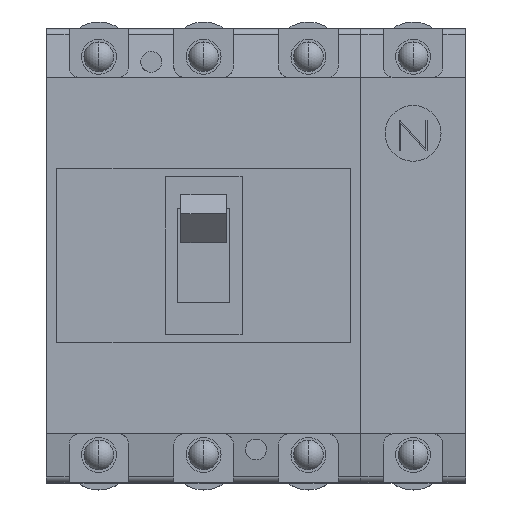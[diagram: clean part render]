
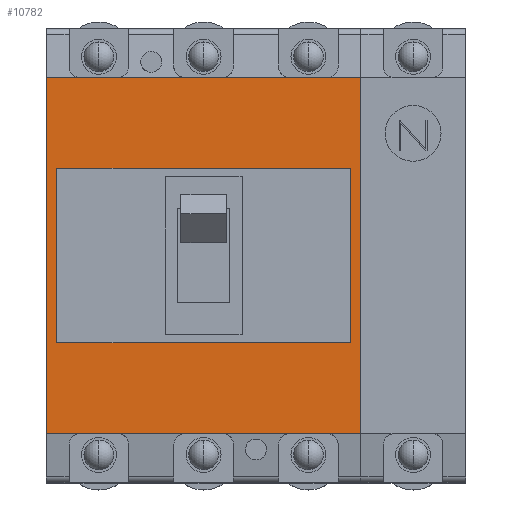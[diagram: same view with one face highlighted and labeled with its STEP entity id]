
A CAD part, top view. The second image highlights one B-rep face of the part: STEP entity #10782.
In plain terms, the highlighted planar face has unit normal (0, 0, 1).
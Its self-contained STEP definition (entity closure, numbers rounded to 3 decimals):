
#74 = LINE ( 'NONE', #11431, #7438 ) ;
#171 = VERTEX_POINT ( 'NONE', #7901 ) ;
#629 = CARTESIAN_POINT ( 'NONE',  ( -45., 65., 68. ) ) ;
#665 = CARTESIAN_POINT ( 'NONE',  ( 42., -25., 68. ) ) ;
#768 = DIRECTION ( 'NONE',  ( 1., 0., 0. ) ) ;
#848 = DIRECTION ( 'NONE',  ( -1., 0., 0. ) ) ;
#1717 = VECTOR ( 'NONE', #1982, 1000. ) ;
#1917 = CARTESIAN_POINT ( 'NONE',  ( -55., 51., 68. ) ) ;
#1982 = DIRECTION ( 'NONE',  ( 0., -1., 0. ) ) ;
#2006 = LINE ( 'NONE', #11901, #11382 ) ;
#2018 = ORIENTED_EDGE ( 'NONE', *, *, #3853, .T. ) ;
#2122 = VECTOR ( 'NONE', #4298, 1000. ) ;
#2128 = VERTEX_POINT ( 'NONE', #665 ) ;
#2402 = VERTEX_POINT ( 'NONE', #12983 ) ;
#2986 = LINE ( 'NONE', #16790, #2122 ) ;
#3314 = CARTESIAN_POINT ( 'NONE',  ( -55., -51., 68. ) ) ;
#3612 = AXIS2_PLACEMENT_3D ( 'NONE', #14866, #6534, #16265 ) ;
#3853 = EDGE_CURVE ( 'NONE', #5100, #2402, #74, .T. ) ;
#4159 = VERTEX_POINT ( 'NONE', #6992 ) ;
#4298 = DIRECTION ( 'NONE',  ( 0., 1., 0. ) ) ;
#4352 = VECTOR ( 'NONE', #4403, 1000. ) ;
#4403 = DIRECTION ( 'NONE',  ( 0., -1., 0. ) ) ;
#4621 = VECTOR ( 'NONE', #13054, 1000. ) ;
#5046 = LINE ( 'NONE', #1917, #4621 ) ;
#5097 = EDGE_LOOP ( 'NONE', ( #8362, #2018, #9142, #9952 ) ) ;
#5100 = VERTEX_POINT ( 'NONE', #5385 ) ;
#5385 = CARTESIAN_POINT ( 'NONE',  ( 45., -51., 68. ) ) ;
#5991 = VERTEX_POINT ( 'NONE', #11911 ) ;
#6090 = DIRECTION ( 'NONE',  ( 1., 0., 0. ) ) ;
#6534 = DIRECTION ( 'NONE',  ( 0., 0., 1. ) ) ;
#6992 = CARTESIAN_POINT ( 'NONE',  ( -42., 25., 68. ) ) ;
#7292 = VECTOR ( 'NONE', #6090, 1000. ) ;
#7438 = VECTOR ( 'NONE', #11366, 1000. ) ;
#7589 = LINE ( 'NONE', #8501, #4352 ) ;
#7681 = ORIENTED_EDGE ( 'NONE', *, *, #9026, .F. ) ;
#7725 = LINE ( 'NONE', #3314, #7292 ) ;
#7901 = CARTESIAN_POINT ( 'NONE',  ( -42., -25., 68. ) ) ;
#8362 = ORIENTED_EDGE ( 'NONE', *, *, #10383, .T. ) ;
#8501 = CARTESIAN_POINT ( 'NONE',  ( -42., 25., 68. ) ) ;
#9026 = EDGE_CURVE ( 'NONE', #4159, #171, #7589, .T. ) ;
#9142 = ORIENTED_EDGE ( 'NONE', *, *, #13643, .F. ) ;
#9356 = ORIENTED_EDGE ( 'NONE', *, *, #9860, .F. ) ;
#9713 = CARTESIAN_POINT ( 'NONE',  ( -45., -51., 68. ) ) ;
#9860 = EDGE_CURVE ( 'NONE', #5991, #4159, #10823, .T. ) ;
#9952 = ORIENTED_EDGE ( 'NONE', *, *, #17108, .T. ) ;
#10383 = EDGE_CURVE ( 'NONE', #15001, #5100, #7725, .T. ) ;
#10525 = ORIENTED_EDGE ( 'NONE', *, *, #18012, .F. ) ;
#10580 = CARTESIAN_POINT ( 'NONE',  ( -42., 25., 68. ) ) ;
#10782 = ADVANCED_FACE ( 'NONE', ( #13368, #17928 ), #13480, .T. ) ;
#10823 = LINE ( 'NONE', #10580, #17748 ) ;
#11366 = DIRECTION ( 'NONE',  ( 0., 1., 0. ) ) ;
#11382 = VECTOR ( 'NONE', #768, 1000. ) ;
#11431 = CARTESIAN_POINT ( 'NONE',  ( 45., 65., 68. ) ) ;
#11901 = CARTESIAN_POINT ( 'NONE',  ( -42., -25., 68. ) ) ;
#11911 = CARTESIAN_POINT ( 'NONE',  ( 42., 25., 68. ) ) ;
#11984 = EDGE_LOOP ( 'NONE', ( #17933, #7681, #9356, #10525 ) ) ;
#12284 = VERTEX_POINT ( 'NONE', #13084 ) ;
#12832 = LINE ( 'NONE', #629, #1717 ) ;
#12880 = EDGE_CURVE ( 'NONE', #171, #2128, #2006, .T. ) ;
#12983 = CARTESIAN_POINT ( 'NONE',  ( 45., 51., 68. ) ) ;
#13054 = DIRECTION ( 'NONE',  ( 1., 0., 0. ) ) ;
#13084 = CARTESIAN_POINT ( 'NONE',  ( -45., 51., 68. ) ) ;
#13368 = FACE_OUTER_BOUND ( 'NONE', #5097, .T. ) ;
#13480 = PLANE ( 'NONE',  #3612 ) ;
#13643 = EDGE_CURVE ( 'NONE', #12284, #2402, #5046, .T. ) ;
#14866 = CARTESIAN_POINT ( 'NONE',  ( 0., 0., 68. ) ) ;
#15001 = VERTEX_POINT ( 'NONE', #9713 ) ;
#16265 = DIRECTION ( 'NONE',  ( 1., 0., 0. ) ) ;
#16790 = CARTESIAN_POINT ( 'NONE',  ( 42., 25., 68. ) ) ;
#17108 = EDGE_CURVE ( 'NONE', #12284, #15001, #12832, .T. ) ;
#17748 = VECTOR ( 'NONE', #848, 1000. ) ;
#17928 = FACE_BOUND ( 'NONE', #11984, .T. ) ;
#17933 = ORIENTED_EDGE ( 'NONE', *, *, #12880, .F. ) ;
#18012 = EDGE_CURVE ( 'NONE', #2128, #5991, #2986, .T. ) ;
